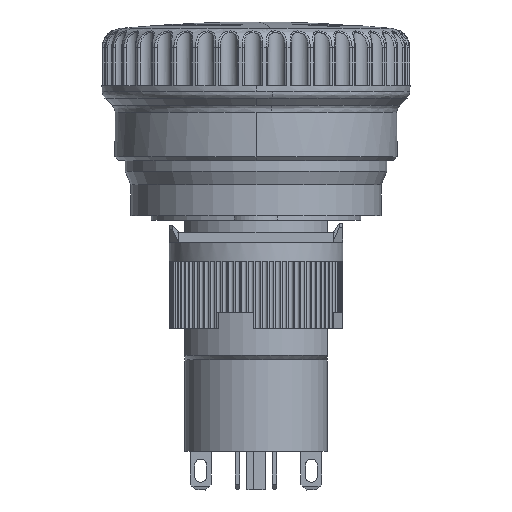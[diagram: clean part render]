
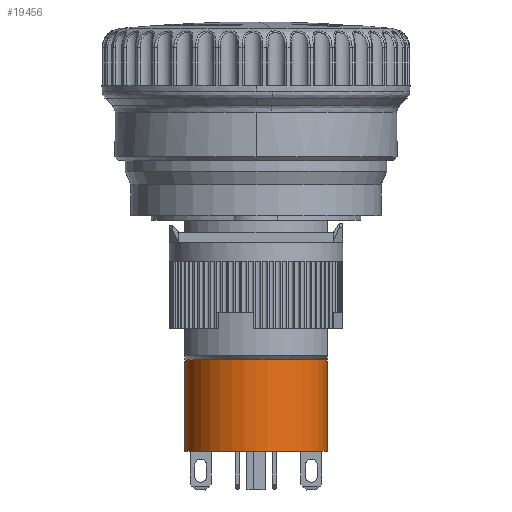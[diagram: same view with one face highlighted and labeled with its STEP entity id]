
A CAD part, front view. The second image highlights one B-rep face of the part: STEP entity #19456.
In plain terms, the highlighted cylindrical face has radius 7.4 mm (diameter 14.8 mm), a partial arc.
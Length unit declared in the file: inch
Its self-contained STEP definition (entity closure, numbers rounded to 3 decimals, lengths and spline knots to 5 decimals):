
#338 = EDGE_CURVE ( 'NONE', #26195, #34616, #22189, .T. ) ;
#4927 = EDGE_CURVE ( 'NONE', #26195, #10405, #13220, .T. ) ;
#6290 = EDGE_LOOP ( 'NONE', ( #31838, #21279, #18162, #9692 ) ) ;
#7190 = DIRECTION ( 'NONE',  ( 0., 0., -1. ) ) ;
#8748 = DIRECTION ( 'NONE',  ( 0., 0., -1. ) ) ;
#8939 = CARTESIAN_POINT ( 'NONE',  ( 0.29134, 0., 0.01969 ) ) ;
#9402 = CYLINDRICAL_SURFACE ( 'NONE', #30395, 0.29134 ) ;
#9601 = DIRECTION ( 'NONE',  ( 0., 0., 1. ) ) ;
#9692 = ORIENTED_EDGE ( 'NONE', *, *, #20254, .T. ) ;
#10405 = VERTEX_POINT ( 'NONE', #17165 ) ;
#10725 = AXIS2_PLACEMENT_3D ( 'NONE', #26779, #9601, #23760 ) ;
#11846 = CARTESIAN_POINT ( 'NONE',  ( 0., 0., 0.01969 ) ) ;
#13220 = LINE ( 'NONE', #33061, #23577 ) ;
#13546 = CIRCLE ( 'NONE', #33463, 0.29134 ) ;
#14341 = CARTESIAN_POINT ( 'NONE',  ( -0.29134, 0., -0.57087 ) ) ;
#14421 = LINE ( 'NONE', #8939, #27350 ) ;
#16898 = EDGE_CURVE ( 'NONE', #34616, #24002, #14421, .T. ) ;
#17165 = CARTESIAN_POINT ( 'NONE',  ( -0.29134, 0., -0.94488 ) ) ;
#18089 = DIRECTION ( 'NONE',  ( 0., 0., -1. ) ) ;
#18162 = ORIENTED_EDGE ( 'NONE', *, *, #4927, .T. ) ;
#18496 = DIRECTION ( 'NONE',  ( 0., 0., 1. ) ) ;
#19456 = ADVANCED_FACE ( 'NONE', ( #29817 ), #9402, .T. ) ;
#20254 = EDGE_CURVE ( 'NONE', #10405, #24002, #13546, .T. ) ;
#21156 = CARTESIAN_POINT ( 'NONE',  ( 0., 0., -0.94488 ) ) ;
#21279 = ORIENTED_EDGE ( 'NONE', *, *, #338, .F. ) ;
#22189 = CIRCLE ( 'NONE', #10725, 0.29134 ) ;
#23577 = VECTOR ( 'NONE', #7190, 39.37008 ) ;
#23718 = CARTESIAN_POINT ( 'NONE',  ( 0.29134, 0., -0.94488 ) ) ;
#23760 = DIRECTION ( 'NONE',  ( 1., 0., 0. ) ) ;
#24002 = VERTEX_POINT ( 'NONE', #23718 ) ;
#26195 = VERTEX_POINT ( 'NONE', #14341 ) ;
#26779 = CARTESIAN_POINT ( 'NONE',  ( 0., 0., -0.57087 ) ) ;
#27350 = VECTOR ( 'NONE', #8748, 39.37008 ) ;
#28579 = CARTESIAN_POINT ( 'NONE',  ( 0.29134, 0., -0.57087 ) ) ;
#29629 = DIRECTION ( 'NONE',  ( -1., 0., 0. ) ) ;
#29817 = FACE_OUTER_BOUND ( 'NONE', #6290, .T. ) ;
#30395 = AXIS2_PLACEMENT_3D ( 'NONE', #11846, #18089, #29629 ) ;
#31838 = ORIENTED_EDGE ( 'NONE', *, *, #16898, .F. ) ;
#32689 = DIRECTION ( 'NONE',  ( -1., 0., 0. ) ) ;
#33061 = CARTESIAN_POINT ( 'NONE',  ( -0.29134, 0., 0.01969 ) ) ;
#33463 = AXIS2_PLACEMENT_3D ( 'NONE', #21156, #18496, #32689 ) ;
#34616 = VERTEX_POINT ( 'NONE', #28579 ) ;
